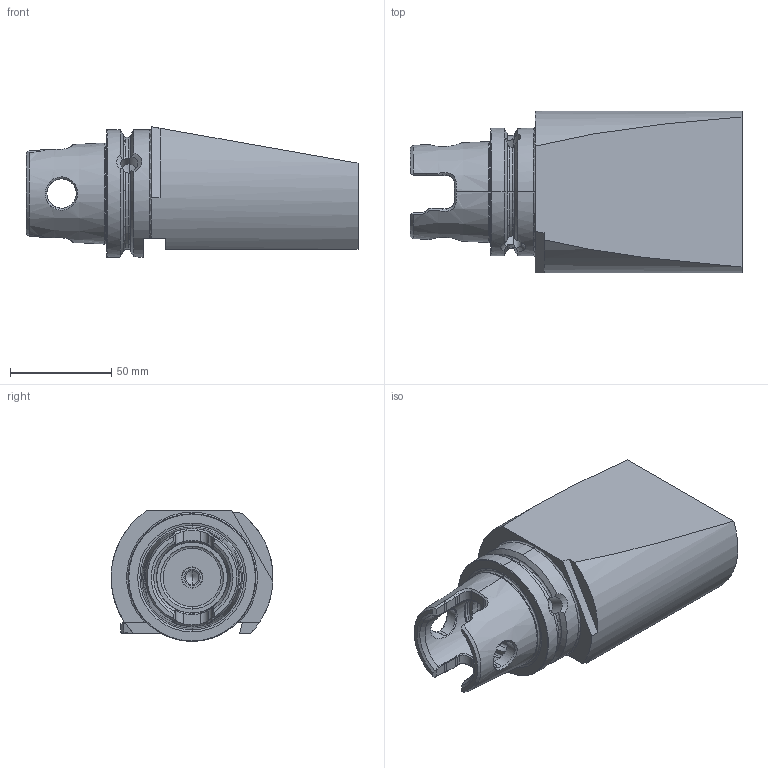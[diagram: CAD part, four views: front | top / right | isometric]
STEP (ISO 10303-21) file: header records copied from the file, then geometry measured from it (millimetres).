
FILE_DESCRIPTION (( 'STEP AP203' ), '1' );
FILE_NAME ('KY6-AM3.K11.124.STEP', '2015-02-27T06:08:35', ( 'SwiAdmin' ), ( '' ), 'SwSTEP 2.0', 'SolidWorks 2012', '' );
FILE_SCHEMA (( 'CONFIG_CONTROL_DESIGN' ));
Length unit declared in the file: millimetre
Products named in the file (6): KVT_MB_600_060; ISO 4035 - M8_PreviewCfg; KY6-AM3.K11.124_C; KY6-AM3.K11.124; ISO 4762 - M6 x 16_PreviewCfg; AM3-ER1.001.020_PreviewCfg
Assembly tree (7 placements, depth 2):
  KY6-AM3.K11.124
    KY6-AM3.K11.124_C
    ISO 4035 - M8_PreviewCfg
    KVT_MB_600_060
    AM3-ER1.001.020_PreviewCfg
    ISO 4762 - M6 x 16_PreviewCfg  x3
Bounding box: 163.95 x 79.94 x 64.47 mm (x, y, z)
Volume: 415769 mm3; surface area: 60217.6 mm2
Topology: 8 solids, 8 shells, 481 faces, 1189 edges, 714 vertices
Faces by surface type: plane 152, cone 127, cylinder 114, bspline 50, torus 36, sphere 2
Entity records: 16282 total; most frequent: CARTESIAN_POINT 6088, ORIENTED_EDGE 2092, DIRECTION 1813, EDGE_CURVE 1046, AXIS2_PLACEMENT_3D 716, VERTEX_POINT 645, EDGE_LOOP 461, ADVANCED_FACE 427
